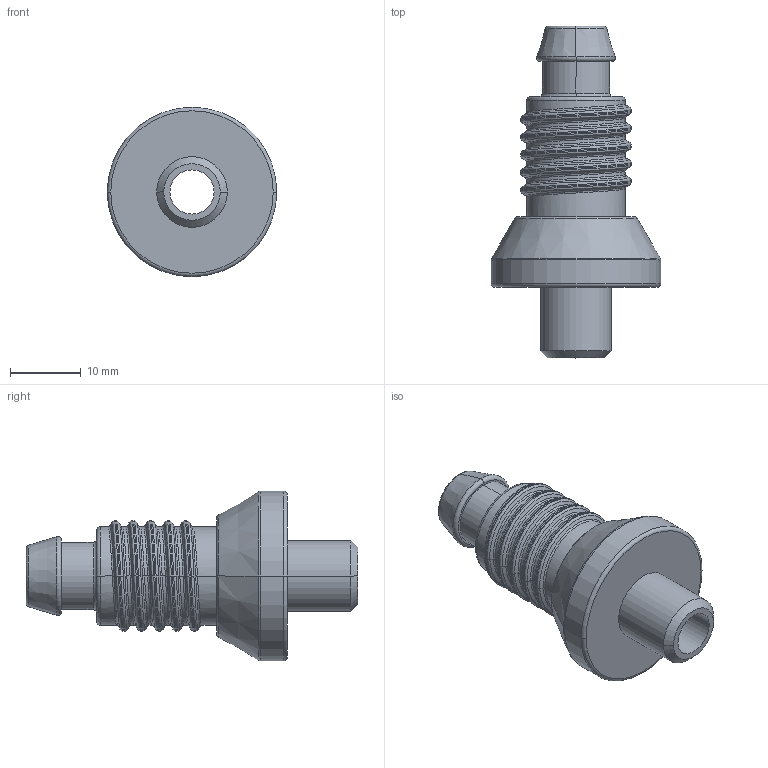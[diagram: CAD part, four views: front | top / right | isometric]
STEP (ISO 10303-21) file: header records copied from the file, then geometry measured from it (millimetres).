
FILE_DESCRIPTION(('CATIA V5 STEP Exchange'),'2;1');
FILE_NAME('BOS_V2_TANK_INOUTLET_1.stp','2023-12-11T12:54:10+00:00',('none'),('none'),'CATIA Unofficial Packaging Version SP3','CATIA V5 STEP AP203','none');
FILE_SCHEMA(('CONFIG_CONTROL_DESIGN'));
Length unit declared in the file: millimetre
Products named in the file (1): BOS_V2_TANK_INOUTLET_1
Bounding box: 24 x 47 x 24 mm (x, y, z)
Volume: 6700.7 mm3; surface area: 3826.2 mm2
Topology: 1 solids, 1 shells, 131 faces, 273 edges, 148 vertices
Faces by surface type: bspline 80, cylinder 21, torus 16, plane 8, cone 6
Entity records: 5363 total; most frequent: CARTESIAN_POINT 3350, ORIENTED_EDGE 546, EDGE_CURVE 273, DIRECTION 179, VERTEX_POINT 148, EDGE_LOOP 137, ADVANCED_FACE 131, FACE_OUTER_BOUND 131
